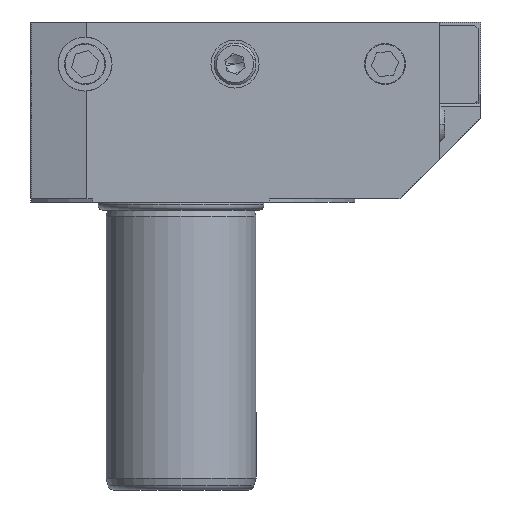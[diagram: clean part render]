
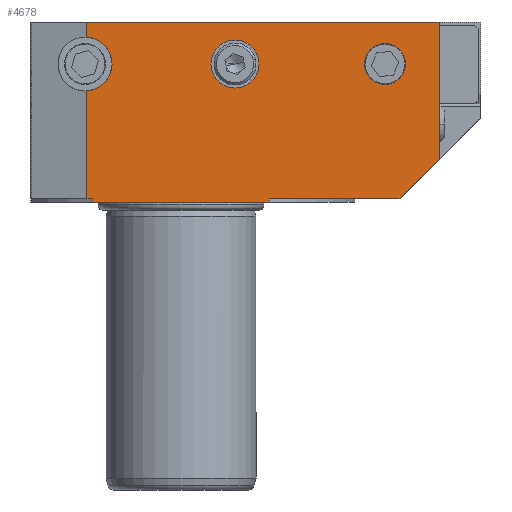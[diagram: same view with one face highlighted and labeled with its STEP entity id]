
A CAD part, front view. The second image highlights one B-rep face of the part: STEP entity #4678.
In plain terms, the highlighted planar face has unit normal (0, -1, 0).
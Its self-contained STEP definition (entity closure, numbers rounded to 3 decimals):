
#238 = CARTESIAN_POINT ( 'NONE',  ( 32.376, -30.798, 39.19 ) ) ;
#272 = DIRECTION ( 'NONE',  ( -1., 0., 0. ) ) ;
#305 = CARTESIAN_POINT ( 'NONE',  ( 57.376, -30.798, 39.19 ) ) ;
#390 = VERTEX_POINT ( 'NONE', #1563 ) ;
#435 = CARTESIAN_POINT ( 'NONE',  ( 57.376, -30.798, 42.59 ) ) ;
#462 = EDGE_CURVE ( 'NONE', #7732, #8382, #9037, .T. ) ;
#628 = CARTESIAN_POINT ( 'NONE',  ( -1.624, -30.798, 16.69 ) ) ;
#697 = CARTESIAN_POINT ( 'NONE',  ( 38.073, -30.798, 16.69 ) ) ;
#835 = EDGE_CURVE ( 'NONE', #9306, #390, #4187, .T. ) ;
#852 = ORIENTED_EDGE ( 'NONE', *, *, #8451, .F. ) ;
#858 = CARTESIAN_POINT ( 'NONE',  ( 7.706, -30.798, 46.19 ) ) ;
#970 = AXIS2_PLACEMENT_3D ( 'NONE', #305, #1050, #8680 ) ;
#1020 = FACE_BOUND ( 'NONE', #6906, .T. ) ;
#1050 = DIRECTION ( 'NONE',  ( 0., -1., 0. ) ) ;
#1065 = DIRECTION ( 'NONE',  ( -0.707, 0., -0.707 ) ) ;
#1127 = PLANE ( 'NONE',  #6851 ) ;
#1217 = DIRECTION ( 'NONE',  ( 0., 0., 1. ) ) ;
#1251 = AXIS2_PLACEMENT_3D ( 'NONE', #238, #7086, #9419 ) ;
#1347 = CARTESIAN_POINT ( 'NONE',  ( 8.679, -30.798, 16.69 ) ) ;
#1480 = VERTEX_POINT ( 'NONE', #2822 ) ;
#1509 = DIRECTION ( 'NONE',  ( -1., 0., 0. ) ) ;
#1563 = CARTESIAN_POINT ( 'NONE',  ( 57.376, -30.798, 35.79 ) ) ;
#1664 = LINE ( 'NONE', #7559, #6274 ) ;
#1686 = VERTEX_POINT ( 'NONE', #858 ) ;
#1703 = CARTESIAN_POINT ( 'NONE',  ( 59.376, -30.798, 16.19 ) ) ;
#1795 = VECTOR ( 'NONE', #1065, 1000. ) ;
#1796 = ORIENTED_EDGE ( 'NONE', *, *, #1910, .F. ) ;
#1910 = EDGE_CURVE ( 'NONE', #390, #9306, #6372, .T. ) ;
#1964 = ORIENTED_EDGE ( 'NONE', *, *, #9802, .T. ) ;
#2051 = CARTESIAN_POINT ( 'NONE',  ( 57.376, -30.798, 39.19 ) ) ;
#2079 = CARTESIAN_POINT ( 'NONE',  ( 7.376, -30.798, 39.19 ) ) ;
#2117 = DIRECTION ( 'NONE',  ( -1., 0., 0. ) ) ;
#2159 = CIRCLE ( 'NONE', #9762, 4.5 ) ;
#2285 = LINE ( 'NONE', #1703, #1795 ) ;
#2292 = AXIS2_PLACEMENT_3D ( 'NONE', #2051, #6815, #8337 ) ;
#2350 = CARTESIAN_POINT ( 'NONE',  ( -1.624, -30.798, 16.69 ) ) ;
#2367 = CARTESIAN_POINT ( 'NONE',  ( 7.706, -30.798, 34.702 ) ) ;
#2447 = CARTESIAN_POINT ( 'NONE',  ( 32.376, -30.798, 39.19 ) ) ;
#2529 = CARTESIAN_POINT ( 'NONE',  ( 66.376, -30.798, -31.81 ) ) ;
#2634 = EDGE_CURVE ( 'NONE', #1480, #4022, #4419, .T. ) ;
#2775 = EDGE_CURVE ( 'NONE', #7068, #7429, #9748, .T. ) ;
#2784 = DIRECTION ( 'NONE',  ( 0., 0., 1. ) ) ;
#2801 = VERTEX_POINT ( 'NONE', #4030 ) ;
#2822 = CARTESIAN_POINT ( 'NONE',  ( 59.876, -30.798, 16.69 ) ) ;
#2952 = ORIENTED_EDGE ( 'NONE', *, *, #7724, .T. ) ;
#3058 = CARTESIAN_POINT ( 'NONE',  ( 7.706, -30.798, 43.678 ) ) ;
#3092 = ORIENTED_EDGE ( 'NONE', *, *, #4424, .F. ) ;
#3116 = EDGE_CURVE ( 'NONE', #7207, #9551, #6958, .T. ) ;
#3155 = DIRECTION ( 'NONE',  ( 0., 0., 1. ) ) ;
#3254 = VERTEX_POINT ( 'NONE', #3058 ) ;
#3481 = EDGE_CURVE ( 'NONE', #3735, #2801, #3781, .T. ) ;
#3500 = DIRECTION ( 'NONE',  ( 0., 1., 0. ) ) ;
#3521 = EDGE_LOOP ( 'NONE', ( #8762, #2952 ) ) ;
#3522 = DIRECTION ( 'NONE',  ( 0., 1., 0. ) ) ;
#3735 = VERTEX_POINT ( 'NONE', #8692 ) ;
#3781 = LINE ( 'NONE', #2529, #9227 ) ;
#3837 = VECTOR ( 'NONE', #8610, 1000. ) ;
#3854 = ORIENTED_EDGE ( 'NONE', *, *, #3481, .T. ) ;
#4022 = VERTEX_POINT ( 'NONE', #697 ) ;
#4030 = CARTESIAN_POINT ( 'NONE',  ( 66.376, -30.798, 46.19 ) ) ;
#4121 = DIRECTION ( 'NONE',  ( 0., 0., 1. ) ) ;
#4187 = CIRCLE ( 'NONE', #2292, 3.4 ) ;
#4419 = LINE ( 'NONE', #2350, #6327 ) ;
#4424 = EDGE_CURVE ( 'NONE', #1686, #2801, #4575, .T. ) ;
#4575 = LINE ( 'NONE', #5560, #3837 ) ;
#4604 = ORIENTED_EDGE ( 'NONE', *, *, #9882, .F. ) ;
#4678 = ADVANCED_FACE ( 'NONE', ( #5888, #1020, #6466 ), #1127, .F. ) ;
#4820 = DIRECTION ( 'NONE',  ( 0., 0., 1. ) ) ;
#4847 = VECTOR ( 'NONE', #3155, 1000. ) ;
#4868 = CARTESIAN_POINT ( 'NONE',  ( 38.073, -30.798, 16.69 ) ) ;
#4879 = CARTESIAN_POINT ( 'NONE',  ( -1.624, -30.798, 16.19 ) ) ;
#5055 = CARTESIAN_POINT ( 'NONE',  ( -1.624, -30.798, 46.19 ) ) ;
#5302 = DIRECTION ( 'NONE',  ( 0., 0., 1. ) ) ;
#5335 = ORIENTED_EDGE ( 'NONE', *, *, #9935, .F. ) ;
#5448 = CARTESIAN_POINT ( 'NONE',  ( 8.679, -30.798, 16.69 ) ) ;
#5560 = CARTESIAN_POINT ( 'NONE',  ( -1.624, -30.798, 46.19 ) ) ;
#5818 = CARTESIAN_POINT ( 'NONE',  ( 7.706, -30.798, 16.69 ) ) ;
#5888 = FACE_BOUND ( 'NONE', #3521, .T. ) ;
#6060 = CIRCLE ( 'NONE', #6348, 4. ) ;
#6122 = EDGE_LOOP ( 'NONE', ( #9670, #852, #3854, #3092, #5335, #1964, #6670, #7968, #4604, #8605, #7427 ) ) ;
#6132 = CARTESIAN_POINT ( 'NONE',  ( 38.073, -30.798, 16.19 ) ) ;
#6274 = VECTOR ( 'NONE', #5302, 1000. ) ;
#6327 = VECTOR ( 'NONE', #1509, 1000. ) ;
#6345 = CARTESIAN_POINT ( 'NONE',  ( 32.376, -30.798, 43.19 ) ) ;
#6348 = AXIS2_PLACEMENT_3D ( 'NONE', #2447, #7136, #4820 ) ;
#6372 = CIRCLE ( 'NONE', #970, 3.4 ) ;
#6466 = FACE_OUTER_BOUND ( 'NONE', #6122, .T. ) ;
#6483 = EDGE_CURVE ( 'NONE', #4022, #7068, #9603, .T. ) ;
#6572 = VECTOR ( 'NONE', #2784, 1000. ) ;
#6670 = ORIENTED_EDGE ( 'NONE', *, *, #3116, .F. ) ;
#6815 = DIRECTION ( 'NONE',  ( 0., -1., 0. ) ) ;
#6851 = AXIS2_PLACEMENT_3D ( 'NONE', #5055, #3500, #1217 ) ;
#6906 = EDGE_LOOP ( 'NONE', ( #1796, #9403 ) ) ;
#6938 = VERTEX_POINT ( 'NONE', #5448 ) ;
#6958 = LINE ( 'NONE', #9880, #6572 ) ;
#7068 = VERTEX_POINT ( 'NONE', #6132 ) ;
#7086 = DIRECTION ( 'NONE',  ( 0., 1., 0. ) ) ;
#7136 = DIRECTION ( 'NONE',  ( 0., 1., 0. ) ) ;
#7207 = VERTEX_POINT ( 'NONE', #5818 ) ;
#7427 = ORIENTED_EDGE ( 'NONE', *, *, #6483, .F. ) ;
#7429 = VERTEX_POINT ( 'NONE', #9239 ) ;
#7551 = VECTOR ( 'NONE', #8705, 1000. ) ;
#7559 = CARTESIAN_POINT ( 'NONE',  ( 7.706, -30.798, -31.81 ) ) ;
#7724 = EDGE_CURVE ( 'NONE', #8382, #7732, #6060, .T. ) ;
#7732 = VERTEX_POINT ( 'NONE', #7906 ) ;
#7906 = CARTESIAN_POINT ( 'NONE',  ( 32.376, -30.798, 35.19 ) ) ;
#7968 = ORIENTED_EDGE ( 'NONE', *, *, #9871, .F. ) ;
#8275 = VECTOR ( 'NONE', #272, 1000. ) ;
#8337 = DIRECTION ( 'NONE',  ( 0., 0., -1. ) ) ;
#8382 = VERTEX_POINT ( 'NONE', #6345 ) ;
#8451 = EDGE_CURVE ( 'NONE', #3735, #1480, #2285, .T. ) ;
#8605 = ORIENTED_EDGE ( 'NONE', *, *, #2775, .F. ) ;
#8610 = DIRECTION ( 'NONE',  ( 1., 0., 0. ) ) ;
#8680 = DIRECTION ( 'NONE',  ( 0., 0., -1. ) ) ;
#8692 = CARTESIAN_POINT ( 'NONE',  ( 66.376, -30.798, 23.19 ) ) ;
#8705 = DIRECTION ( 'NONE',  ( 0., 0., -1. ) ) ;
#8762 = ORIENTED_EDGE ( 'NONE', *, *, #462, .T. ) ;
#8922 = DIRECTION ( 'NONE',  ( 0., 0., 1. ) ) ;
#9037 = CIRCLE ( 'NONE', #1251, 4. ) ;
#9194 = VECTOR ( 'NONE', #2117, 1000. ) ;
#9227 = VECTOR ( 'NONE', #4121, 1000. ) ;
#9239 = CARTESIAN_POINT ( 'NONE',  ( 8.679, -30.798, 16.19 ) ) ;
#9306 = VERTEX_POINT ( 'NONE', #435 ) ;
#9317 = LINE ( 'NONE', #1347, #4847 ) ;
#9403 = ORIENTED_EDGE ( 'NONE', *, *, #835, .F. ) ;
#9419 = DIRECTION ( 'NONE',  ( 0., 0., 1. ) ) ;
#9430 = LINE ( 'NONE', #628, #9194 ) ;
#9551 = VERTEX_POINT ( 'NONE', #2367 ) ;
#9603 = LINE ( 'NONE', #4868, #7551 ) ;
#9670 = ORIENTED_EDGE ( 'NONE', *, *, #2634, .F. ) ;
#9748 = LINE ( 'NONE', #4879, #8275 ) ;
#9762 = AXIS2_PLACEMENT_3D ( 'NONE', #2079, #3522, #8922 ) ;
#9802 = EDGE_CURVE ( 'NONE', #3254, #9551, #2159, .T. ) ;
#9871 = EDGE_CURVE ( 'NONE', #6938, #7207, #9430, .T. ) ;
#9880 = CARTESIAN_POINT ( 'NONE',  ( 7.706, -30.798, -31.81 ) ) ;
#9882 = EDGE_CURVE ( 'NONE', #7429, #6938, #9317, .T. ) ;
#9935 = EDGE_CURVE ( 'NONE', #3254, #1686, #1664, .T. ) ;
